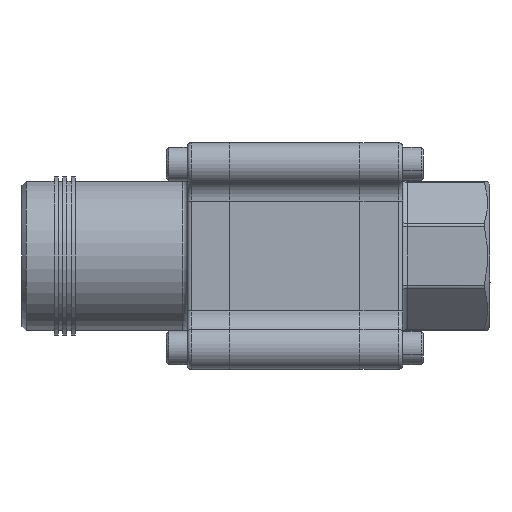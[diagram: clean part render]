
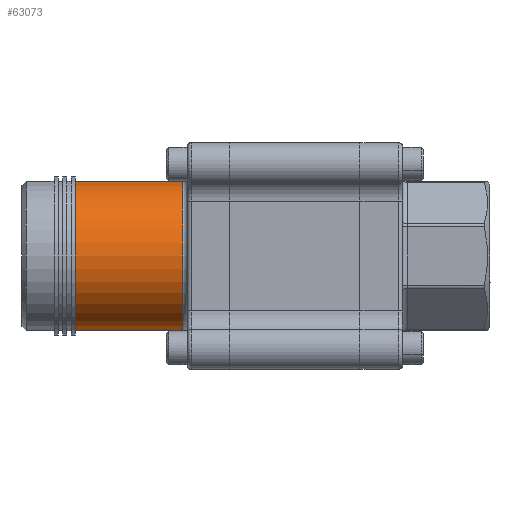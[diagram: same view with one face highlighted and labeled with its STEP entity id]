
A CAD part, front view. The second image highlights one B-rep face of the part: STEP entity #63073.
In plain terms, the highlighted cylindrical face has radius 17.5 mm (diameter 35 mm), a partial arc.
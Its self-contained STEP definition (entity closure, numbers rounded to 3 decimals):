
#1734 = CARTESIAN_POINT ( 'NONE',  ( -25.2, 0., 17.5 ) ) ;
#4985 = EDGE_CURVE ( 'NONE', #32163, #94104, #92988, .T. ) ;
#5663 = DIRECTION ( 'NONE',  ( 0., 0., -1. ) ) ;
#6010 = AXIS2_PLACEMENT_3D ( 'NONE', #31508, #70518, #22876 ) ;
#8356 = DIRECTION ( 'NONE',  ( 1., 0., 0. ) ) ;
#12765 = CARTESIAN_POINT ( 'NONE',  ( -25.2, 0., 0. ) ) ;
#13949 = CARTESIAN_POINT ( 'NONE',  ( -25.2, 0., -17.5 ) ) ;
#15992 = VECTOR ( 'NONE', #8356, 1000. ) ;
#18684 = ORIENTED_EDGE ( 'NONE', *, *, #55795, .T. ) ;
#19878 = CARTESIAN_POINT ( 'NONE',  ( -51.3, 0., 17.5 ) ) ;
#22876 = DIRECTION ( 'NONE',  ( 0., 0., -1. ) ) ;
#24037 = LINE ( 'NONE', #1734, #68437 ) ;
#25932 = CARTESIAN_POINT ( 'NONE',  ( -26.2, 0., -17.5 ) ) ;
#27430 = ORIENTED_EDGE ( 'NONE', *, *, #44214, .F. ) ;
#28667 = CIRCLE ( 'NONE', #6010, 17.5 ) ;
#30339 = CARTESIAN_POINT ( 'NONE',  ( -51.3, 0., -17.5 ) ) ;
#31508 = CARTESIAN_POINT ( 'NONE',  ( -51.3, 0., 0. ) ) ;
#32163 = VERTEX_POINT ( 'NONE', #30339 ) ;
#32529 = AXIS2_PLACEMENT_3D ( 'NONE', #71968, #81588, #33452 ) ;
#33452 = DIRECTION ( 'NONE',  ( 0., 0., 1. ) ) ;
#41558 = ORIENTED_EDGE ( 'NONE', *, *, #66326, .T. ) ;
#44214 = EDGE_CURVE ( 'NONE', #62470, #98100, #24037, .T. ) ;
#54173 = ORIENTED_EDGE ( 'NONE', *, *, #4985, .T. ) ;
#55049 = CARTESIAN_POINT ( 'NONE',  ( -26.2, 0., 17.5 ) ) ;
#55795 = EDGE_CURVE ( 'NONE', #94104, #98100, #74657, .T. ) ;
#60887 = CYLINDRICAL_SURFACE ( 'NONE', #84245, 17.5 ) ;
#62470 = VERTEX_POINT ( 'NONE', #19878 ) ;
#63073 = ADVANCED_FACE ( 'NONE', ( #98405 ), #60887, .T. ) ;
#66326 = EDGE_CURVE ( 'NONE', #62470, #32163, #28667, .T. ) ;
#68437 = VECTOR ( 'NONE', #94470, 1000. ) ;
#68486 = DIRECTION ( 'NONE',  ( 1., 0., 0. ) ) ;
#70518 = DIRECTION ( 'NONE',  ( 1., 0., 0. ) ) ;
#71968 = CARTESIAN_POINT ( 'NONE',  ( -26.2, 0., 0. ) ) ;
#74657 = CIRCLE ( 'NONE', #32529, 17.5 ) ;
#81588 = DIRECTION ( 'NONE',  ( -1., 0., 0. ) ) ;
#84245 = AXIS2_PLACEMENT_3D ( 'NONE', #12765, #68486, #5663 ) ;
#87743 = EDGE_LOOP ( 'NONE', ( #27430, #41558, #54173, #18684 ) ) ;
#92988 = LINE ( 'NONE', #13949, #15992 ) ;
#94104 = VERTEX_POINT ( 'NONE', #25932 ) ;
#94470 = DIRECTION ( 'NONE',  ( 1., 0., 0. ) ) ;
#98100 = VERTEX_POINT ( 'NONE', #55049 ) ;
#98405 = FACE_OUTER_BOUND ( 'NONE', #87743, .T. ) ;
